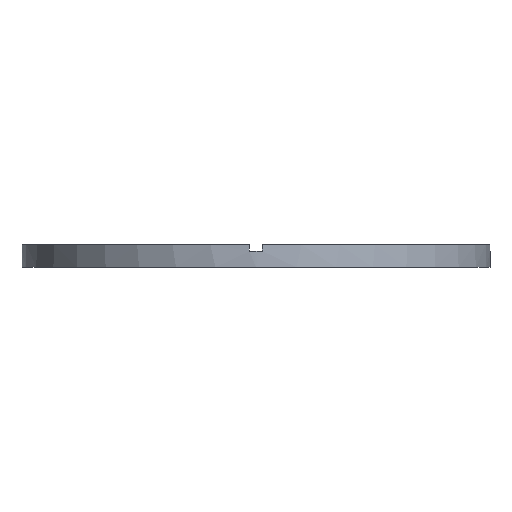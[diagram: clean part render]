
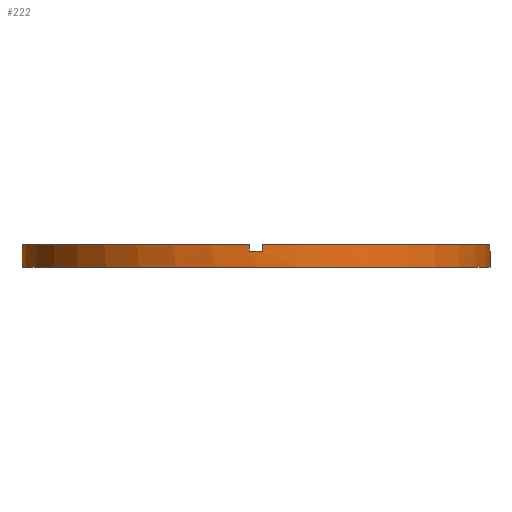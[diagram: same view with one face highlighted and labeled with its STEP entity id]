
A CAD part, front view. The second image highlights one B-rep face of the part: STEP entity #222.
In plain terms, the highlighted cylindrical face has radius 36 mm (diameter 72 mm), a partial arc.
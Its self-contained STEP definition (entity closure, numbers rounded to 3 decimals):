
#4 = AXIS2_PLACEMENT_3D ( 'NONE', #393, #245, #534 ) ;
#15 = LINE ( 'NONE', #208, #17 ) ;
#17 = VECTOR ( 'NONE', #385, 1000. ) ;
#20 = CIRCLE ( 'NONE', #213, 36. ) ;
#25 = VECTOR ( 'NONE', #231, 1000. ) ;
#37 = DIRECTION ( 'NONE',  ( 0., 0., 1. ) ) ;
#41 = VERTEX_POINT ( 'NONE', #226 ) ;
#42 = CIRCLE ( 'NONE', #471, 36. ) ;
#45 = VERTEX_POINT ( 'NONE', #110 ) ;
#64 = DIRECTION ( 'NONE',  ( 0., 0., 1. ) ) ;
#77 = VERTEX_POINT ( 'NONE', #774 ) ;
#110 = CARTESIAN_POINT ( 'NONE',  ( 1., -35.986, 2.5 ) ) ;
#113 = VERTEX_POINT ( 'NONE', #360 ) ;
#137 = ORIENTED_EDGE ( 'NONE', *, *, #497, .T. ) ;
#148 = DIRECTION ( 'NONE',  ( 1., 0., 0. ) ) ;
#151 = DIRECTION ( 'NONE',  ( 0., 0., -1. ) ) ;
#152 = DIRECTION ( 'NONE',  ( 1., 0., 0. ) ) ;
#156 = AXIS2_PLACEMENT_3D ( 'NONE', #358, #765, #727 ) ;
#158 = EDGE_CURVE ( 'NONE', #330, #41, #276, .T. ) ;
#164 = VERTEX_POINT ( 'NONE', #187 ) ;
#165 = DIRECTION ( 'NONE',  ( 0., 0., -1. ) ) ;
#169 = AXIS2_PLACEMENT_3D ( 'NONE', #182, #64, #227 ) ;
#175 = ORIENTED_EDGE ( 'NONE', *, *, #158, .T. ) ;
#182 = CARTESIAN_POINT ( 'NONE',  ( 0., 0., 0. ) ) ;
#187 = CARTESIAN_POINT ( 'NONE',  ( 35.986, -1., 2.5 ) ) ;
#199 = ORIENTED_EDGE ( 'NONE', *, *, #721, .F. ) ;
#207 = ORIENTED_EDGE ( 'NONE', *, *, #664, .T. ) ;
#208 = CARTESIAN_POINT ( 'NONE',  ( 36., 0., 3.5 ) ) ;
#213 = AXIS2_PLACEMENT_3D ( 'NONE', #589, #526, #745 ) ;
#220 = EDGE_CURVE ( 'NONE', #663, #113, #20, .T. ) ;
#221 = DIRECTION ( 'NONE',  ( 0., 0., 1. ) ) ;
#222 = ADVANCED_FACE ( 'NONE', ( #555 ), #271, .T. ) ;
#226 = CARTESIAN_POINT ( 'NONE',  ( 36., 0., 0. ) ) ;
#227 = DIRECTION ( 'NONE',  ( 1., 0., 0. ) ) ;
#229 = CIRCLE ( 'NONE', #754, 36. ) ;
#231 = DIRECTION ( 'NONE',  ( 0., 0., -1. ) ) ;
#235 = VECTOR ( 'NONE', #165, 1000. ) ;
#241 = EDGE_CURVE ( 'NONE', #576, #41, #15, .T. ) ;
#245 = DIRECTION ( 'NONE',  ( 0., 0., -1. ) ) ;
#246 = EDGE_CURVE ( 'NONE', #663, #330, #551, .T. ) ;
#266 = CARTESIAN_POINT ( 'NONE',  ( 1., -35.986, 3.5 ) ) ;
#271 = CYLINDRICAL_SURFACE ( 'NONE', #4, 36. ) ;
#272 = CARTESIAN_POINT ( 'NONE',  ( 0., 0., 3.5 ) ) ;
#276 = CIRCLE ( 'NONE', #169, 36. ) ;
#291 = VECTOR ( 'NONE', #151, 1000. ) ;
#317 = CIRCLE ( 'NONE', #411, 36. ) ;
#330 = VERTEX_POINT ( 'NONE', #396 ) ;
#339 = ORIENTED_EDGE ( 'NONE', *, *, #241, .F. ) ;
#358 = CARTESIAN_POINT ( 'NONE',  ( 0., 0., 3.5 ) ) ;
#360 = CARTESIAN_POINT ( 'NONE',  ( -35.986, -1., 2.5 ) ) ;
#368 = ORIENTED_EDGE ( 'NONE', *, *, #752, .T. ) ;
#377 = EDGE_LOOP ( 'NONE', ( #339, #640, #368, #734, #642, #620, #207, #199, #137, #736, #460, #175 ) ) ;
#381 = LINE ( 'NONE', #557, #388 ) ;
#385 = DIRECTION ( 'NONE',  ( 0., 0., -1. ) ) ;
#388 = VECTOR ( 'NONE', #760, 1000. ) ;
#393 = CARTESIAN_POINT ( 'NONE',  ( 0., 0., 3.5 ) ) ;
#396 = CARTESIAN_POINT ( 'NONE',  ( -36., 0., 0. ) ) ;
#402 = VERTEX_POINT ( 'NONE', #777 ) ;
#411 = AXIS2_PLACEMENT_3D ( 'NONE', #749, #630, #148 ) ;
#414 = CARTESIAN_POINT ( 'NONE',  ( 0., 0., 2.5 ) ) ;
#445 = CARTESIAN_POINT ( 'NONE',  ( -36., 0., 3.5 ) ) ;
#451 = VERTEX_POINT ( 'NONE', #490 ) ;
#458 = VERTEX_POINT ( 'NONE', #740 ) ;
#460 = ORIENTED_EDGE ( 'NONE', *, *, #246, .T. ) ;
#471 = AXIS2_PLACEMENT_3D ( 'NONE', #414, #221, #152 ) ;
#478 = DIRECTION ( 'NONE',  ( 1., 0., 0. ) ) ;
#486 = CARTESIAN_POINT ( 'NONE',  ( -35.986, -1., 3.5 ) ) ;
#490 = CARTESIAN_POINT ( 'NONE',  ( -1., -35.986, 2.5 ) ) ;
#497 = EDGE_CURVE ( 'NONE', #77, #113, #554, .T. ) ;
#504 = CARTESIAN_POINT ( 'NONE',  ( -1., -35.986, 3.5 ) ) ;
#506 = CIRCLE ( 'NONE', #156, 36. ) ;
#510 = CARTESIAN_POINT ( 'NONE',  ( -36., 0., 2.5 ) ) ;
#521 = DIRECTION ( 'NONE',  ( 0., 0., 1. ) ) ;
#525 = EDGE_CURVE ( 'NONE', #164, #576, #42, .T. ) ;
#526 = DIRECTION ( 'NONE',  ( 0., 0., 1. ) ) ;
#534 = DIRECTION ( 'NONE',  ( -1., 0., 0. ) ) ;
#543 = CARTESIAN_POINT ( 'NONE',  ( 36., 0., 2.5 ) ) ;
#551 = LINE ( 'NONE', #445, #291 ) ;
#553 = VECTOR ( 'NONE', #521, 1000. ) ;
#554 = LINE ( 'NONE', #486, #25 ) ;
#555 = FACE_OUTER_BOUND ( 'NONE', #377, .T. ) ;
#557 = CARTESIAN_POINT ( 'NONE',  ( -1., -35.986, 3.5 ) ) ;
#573 = VERTEX_POINT ( 'NONE', #504 ) ;
#574 = CARTESIAN_POINT ( 'NONE',  ( 35.986, -1., 3.5 ) ) ;
#576 = VERTEX_POINT ( 'NONE', #543 ) ;
#589 = CARTESIAN_POINT ( 'NONE',  ( 0., 0., 2.5 ) ) ;
#620 = ORIENTED_EDGE ( 'NONE', *, *, #761, .F. ) ;
#630 = DIRECTION ( 'NONE',  ( 0., 0., 1. ) ) ;
#640 = ORIENTED_EDGE ( 'NONE', *, *, #525, .F. ) ;
#642 = ORIENTED_EDGE ( 'NONE', *, *, #735, .T. ) ;
#663 = VERTEX_POINT ( 'NONE', #510 ) ;
#664 = EDGE_CURVE ( 'NONE', #451, #573, #381, .T. ) ;
#672 = LINE ( 'NONE', #574, #553 ) ;
#686 = EDGE_CURVE ( 'NONE', #402, #458, #229, .T. ) ;
#721 = EDGE_CURVE ( 'NONE', #77, #573, #506, .T. ) ;
#727 = DIRECTION ( 'NONE',  ( 1., 0., 0. ) ) ;
#734 = ORIENTED_EDGE ( 'NONE', *, *, #686, .F. ) ;
#735 = EDGE_CURVE ( 'NONE', #402, #45, #762, .T. ) ;
#736 = ORIENTED_EDGE ( 'NONE', *, *, #220, .F. ) ;
#740 = CARTESIAN_POINT ( 'NONE',  ( 35.986, -1., 3.5 ) ) ;
#745 = DIRECTION ( 'NONE',  ( 1., 0., 0. ) ) ;
#749 = CARTESIAN_POINT ( 'NONE',  ( 0., 0., 2.5 ) ) ;
#752 = EDGE_CURVE ( 'NONE', #164, #458, #672, .T. ) ;
#754 = AXIS2_PLACEMENT_3D ( 'NONE', #272, #37, #478 ) ;
#760 = DIRECTION ( 'NONE',  ( 0., 0., 1. ) ) ;
#761 = EDGE_CURVE ( 'NONE', #451, #45, #317, .T. ) ;
#762 = LINE ( 'NONE', #266, #235 ) ;
#765 = DIRECTION ( 'NONE',  ( 0., 0., 1. ) ) ;
#774 = CARTESIAN_POINT ( 'NONE',  ( -35.986, -1., 3.5 ) ) ;
#777 = CARTESIAN_POINT ( 'NONE',  ( 1., -35.986, 3.5 ) ) ;
